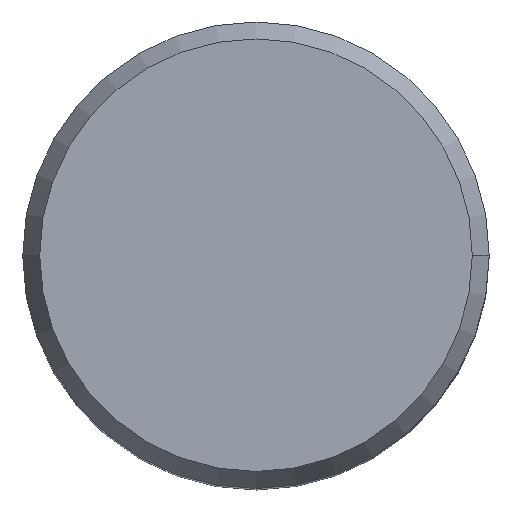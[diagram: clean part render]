
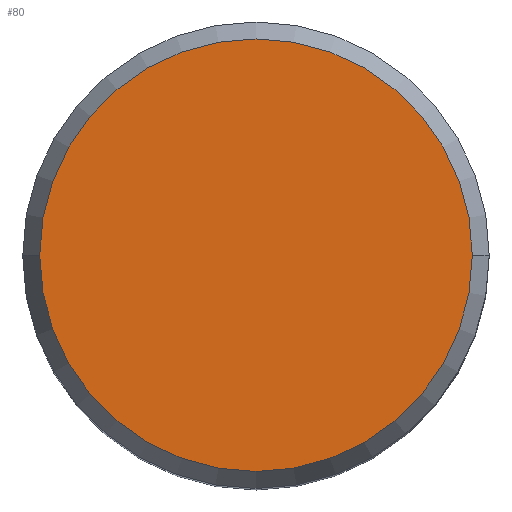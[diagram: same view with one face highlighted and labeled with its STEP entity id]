
A CAD part, top view. The second image highlights one B-rep face of the part: STEP entity #80.
In plain terms, the highlighted planar face has unit normal (0, 0, 1).
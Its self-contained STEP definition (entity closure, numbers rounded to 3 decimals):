
#47=PLANE('',#372);
#57=CIRCLE('',#370,14.72);
#58=CIRCLE('',#371,14.72);
#80=ADVANCED_FACE('',(#105),#47,.T.);
#105=FACE_OUTER_BOUND('',#124,.T.);
#124=EDGE_LOOP('',(#154,#155));
#154=ORIENTED_EDGE('',*,*,#233,.T.);
#155=ORIENTED_EDGE('',*,*,#234,.T.);
#211=VERTEX_POINT('',#566);
#212=VERTEX_POINT('',#567);
#233=EDGE_CURVE('',#211,#212,#57,.T.);
#234=EDGE_CURVE('',#212,#211,#58,.T.);
#370=AXIS2_PLACEMENT_3D('',#565,#438,#439);
#371=AXIS2_PLACEMENT_3D('',#568,#440,#441);
#372=AXIS2_PLACEMENT_3D('',#569,#442,#443);
#438=DIRECTION('',(0.,0.,1.));
#439=DIRECTION('',(-1.,0.,0.));
#440=DIRECTION('',(0.,0.,1.));
#441=DIRECTION('',(1.,0.,0.));
#442=DIRECTION('',(0.,0.,1.));
#443=DIRECTION('',(-1.,0.,0.));
#565=CARTESIAN_POINT('',(0.,0.,30.2));
#566=CARTESIAN_POINT('',(-14.72,0.,30.2));
#567=CARTESIAN_POINT('',(14.72,0.,30.2));
#568=CARTESIAN_POINT('',(0.,0.,30.2));
#569=CARTESIAN_POINT('',(0.,0.,30.2));
